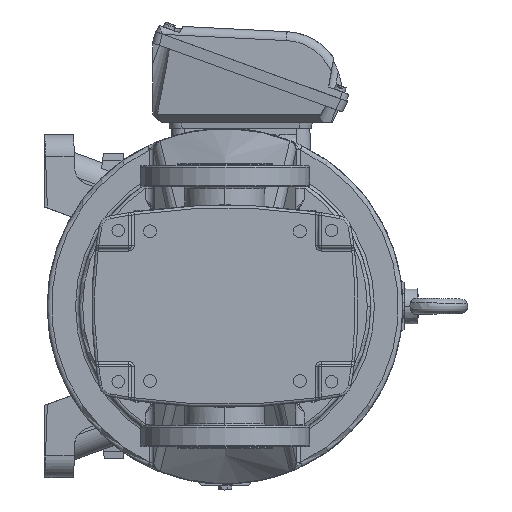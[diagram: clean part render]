
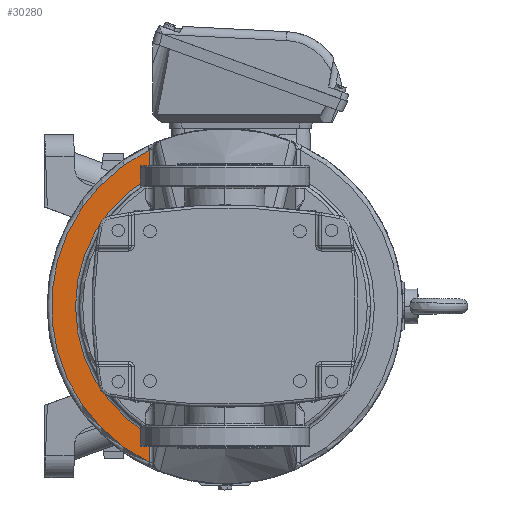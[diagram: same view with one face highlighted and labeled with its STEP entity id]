
A CAD part, front view. The second image highlights one B-rep face of the part: STEP entity #30280.
In plain terms, the highlighted planar face has unit normal (0, -1, 0).
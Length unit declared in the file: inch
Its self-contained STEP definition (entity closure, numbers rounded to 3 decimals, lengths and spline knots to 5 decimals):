
#4605 = CARTESIAN_POINT ( 'NONE',  ( -8.22559, 27.42894, -3.34646 ) ) ;
#7384 = CARTESIAN_POINT ( 'NONE',  ( -1.31617, 27.42894, 0. ) ) ;
#8886 = PLANE ( 'NONE',  #120261 ) ;
#9872 = CARTESIAN_POINT ( 'NONE',  ( 4.38896, 27.42894, -3.34646 ) ) ;
#10790 = CARTESIAN_POINT ( 'NONE',  ( -8.22559, 27.42894, -3.34646 ) ) ;
#11446 = DIRECTION ( 'NONE',  ( 1., 0., 0. ) ) ;
#21150 = VERTEX_POINT ( 'NONE', #4605 ) ;
#30280 = ADVANCED_FACE ( 'NONE', ( #69006 ), #8886, .T. ) ;
#32531 = EDGE_CURVE ( 'NONE', #21150, #68492, #64272, .T. ) ;
#33037 = DIRECTION ( 'NONE',  ( 0., -1., 0. ) ) ;
#37996 = LINE ( 'NONE', #10790, #45632 ) ;
#42684 = DIRECTION ( 'NONE',  ( 0., 0., -1. ) ) ;
#43571 = EDGE_CURVE ( 'NONE', #102083, #116366, #80851, .T. ) ;
#45632 = VECTOR ( 'NONE', #97318, 39.37008 ) ;
#57009 = CARTESIAN_POINT ( 'NONE',  ( -1.31617, 27.42894, 0. ) ) ;
#60196 = CARTESIAN_POINT ( 'NONE',  ( -7.0213, 27.42894, -3.34646 ) ) ;
#62470 = ORIENTED_EDGE ( 'NONE', *, *, #135943, .F. ) ;
#62973 = AXIS2_PLACEMENT_3D ( 'NONE', #154352, #127887, #151971 ) ;
#64272 = CIRCLE ( 'NONE', #153917, 7.67717 ) ;
#68492 = VERTEX_POINT ( 'NONE', #102099 ) ;
#69006 = FACE_OUTER_BOUND ( 'NONE', #96046, .T. ) ;
#80851 = CIRCLE ( 'NONE', #62973, 6.61417 ) ;
#96046 = EDGE_LOOP ( 'NONE', ( #153799, #62470, #149551, #135318 ) ) ;
#97318 = DIRECTION ( 'NONE',  ( 1., 0., 0. ) ) ;
#102083 = VERTEX_POINT ( 'NONE', #115683 ) ;
#102099 = CARTESIAN_POINT ( 'NONE',  ( 5.59325, 27.42894, -3.34646 ) ) ;
#105080 = DIRECTION ( 'NONE',  ( 0., 0., -1. ) ) ;
#113019 = EDGE_CURVE ( 'NONE', #102083, #68492, #121287, .T. ) ;
#115683 = CARTESIAN_POINT ( 'NONE',  ( 4.38896, 27.42894, -3.34646 ) ) ;
#116366 = VERTEX_POINT ( 'NONE', #60196 ) ;
#120261 = AXIS2_PLACEMENT_3D ( 'NONE', #57009, #152469, #105080 ) ;
#121287 = LINE ( 'NONE', #9872, #141883 ) ;
#127887 = DIRECTION ( 'NONE',  ( 0., 1., 0. ) ) ;
#135318 = ORIENTED_EDGE ( 'NONE', *, *, #113019, .F. ) ;
#135943 = EDGE_CURVE ( 'NONE', #21150, #116366, #37996, .T. ) ;
#141883 = VECTOR ( 'NONE', #11446, 39.37008 ) ;
#149551 = ORIENTED_EDGE ( 'NONE', *, *, #32531, .T. ) ;
#151971 = DIRECTION ( 'NONE',  ( 0., 0., -1. ) ) ;
#152469 = DIRECTION ( 'NONE',  ( 0., -1., 0. ) ) ;
#153799 = ORIENTED_EDGE ( 'NONE', *, *, #43571, .T. ) ;
#153917 = AXIS2_PLACEMENT_3D ( 'NONE', #7384, #33037, #42684 ) ;
#154352 = CARTESIAN_POINT ( 'NONE',  ( -1.31617, 27.42894, 0. ) ) ;
